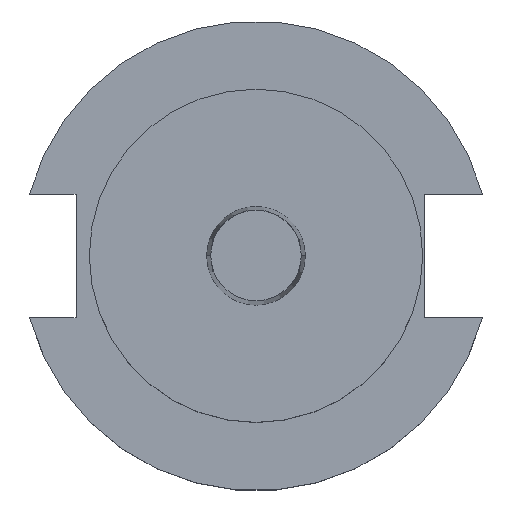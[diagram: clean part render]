
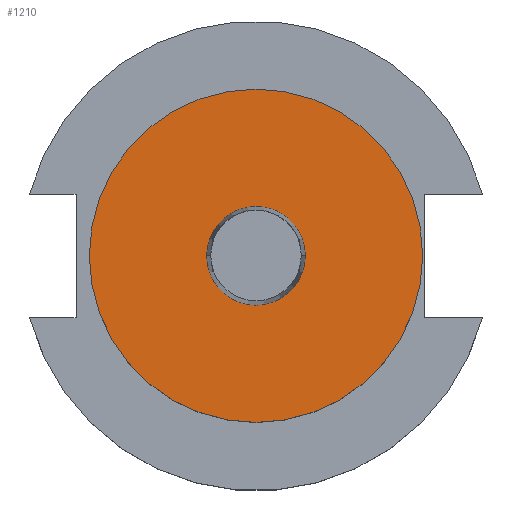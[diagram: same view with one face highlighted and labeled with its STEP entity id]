
A CAD part, top view. The second image highlights one B-rep face of the part: STEP entity #1210.
In plain terms, the highlighted planar face has unit normal (0, 0, 1).
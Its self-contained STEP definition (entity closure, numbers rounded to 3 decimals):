
#7 = AXIS2_PLACEMENT_3D ( 'NONE', #54, #910, #171 ) ;
#9 = FACE_BOUND ( 'NONE', #1101, .T. ) ;
#39 = VERTEX_POINT ( 'NONE', #1283 ) ;
#45 = CIRCLE ( 'NONE', #1200, 34.925 ) ;
#54 = CARTESIAN_POINT ( 'NONE',  ( 0., 0., 34.878 ) ) ;
#66 = CARTESIAN_POINT ( 'NONE',  ( 34.925, 0., 34.878 ) ) ;
#147 = EDGE_LOOP ( 'NONE', ( #569, #379 ) ) ;
#171 = DIRECTION ( 'NONE',  ( 1., 0., 0. ) ) ;
#176 = EDGE_CURVE ( 'NONE', #927, #388, #45, .T. ) ;
#332 = DIRECTION ( 'NONE',  ( 0., 0., 1. ) ) ;
#337 = DIRECTION ( 'NONE',  ( 0., 0., 1. ) ) ;
#341 = DIRECTION ( 'NONE',  ( 1., 0., 0. ) ) ;
#366 = DIRECTION ( 'NONE',  ( 0., 0., 1. ) ) ;
#379 = ORIENTED_EDGE ( 'NONE', *, *, #176, .T. ) ;
#387 = CARTESIAN_POINT ( 'NONE',  ( -34.925, 0., 34.878 ) ) ;
#388 = VERTEX_POINT ( 'NONE', #66 ) ;
#478 = DIRECTION ( 'NONE',  ( 0., 0., 1. ) ) ;
#512 = AXIS2_PLACEMENT_3D ( 'NONE', #825, #332, #1180 ) ;
#563 = EDGE_CURVE ( 'NONE', #39, #736, #1201, .T. ) ;
#569 = ORIENTED_EDGE ( 'NONE', *, *, #1018, .T. ) ;
#594 = DIRECTION ( 'NONE',  ( 1., 0., 0. ) ) ;
#613 = CARTESIAN_POINT ( 'NONE',  ( 0., 34.925, 34.878 ) ) ;
#700 = FACE_OUTER_BOUND ( 'NONE', #147, .T. ) ;
#736 = VERTEX_POINT ( 'NONE', #996 ) ;
#825 = CARTESIAN_POINT ( 'NONE',  ( 0., 0., 34.878 ) ) ;
#910 = DIRECTION ( 'NONE',  ( 0., 0., 1. ) ) ;
#912 = CIRCLE ( 'NONE', #512, 9.75 ) ;
#927 = VERTEX_POINT ( 'NONE', #387 ) ;
#934 = CIRCLE ( 'NONE', #7, 34.925 ) ;
#984 = AXIS2_PLACEMENT_3D ( 'NONE', #613, #337, #1587 ) ;
#996 = CARTESIAN_POINT ( 'NONE',  ( -9.75, 0., 34.878 ) ) ;
#1018 = EDGE_CURVE ( 'NONE', #388, #927, #934, .T. ) ;
#1090 = CARTESIAN_POINT ( 'NONE',  ( 0., 0., 34.878 ) ) ;
#1095 = AXIS2_PLACEMENT_3D ( 'NONE', #1313, #366, #594 ) ;
#1101 = EDGE_LOOP ( 'NONE', ( #1217, #1194 ) ) ;
#1180 = DIRECTION ( 'NONE',  ( 1., 0., 0. ) ) ;
#1194 = ORIENTED_EDGE ( 'NONE', *, *, #1393, .F. ) ;
#1200 = AXIS2_PLACEMENT_3D ( 'NONE', #1090, #478, #341 ) ;
#1201 = CIRCLE ( 'NONE', #1095, 9.75 ) ;
#1210 = ADVANCED_FACE ( 'NONE', ( #700, #9 ), #1327, .T. ) ;
#1217 = ORIENTED_EDGE ( 'NONE', *, *, #563, .F. ) ;
#1283 = CARTESIAN_POINT ( 'NONE',  ( 9.75, 0., 34.878 ) ) ;
#1313 = CARTESIAN_POINT ( 'NONE',  ( 0., 0., 34.878 ) ) ;
#1327 = PLANE ( 'NONE',  #984 ) ;
#1393 = EDGE_CURVE ( 'NONE', #736, #39, #912, .T. ) ;
#1587 = DIRECTION ( 'NONE',  ( 1., 0., 0. ) ) ;
